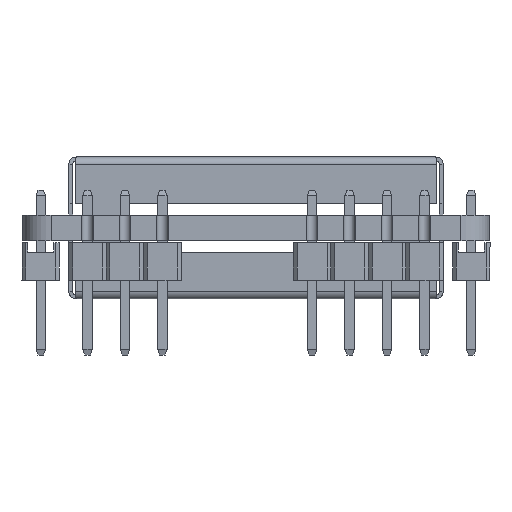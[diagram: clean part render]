
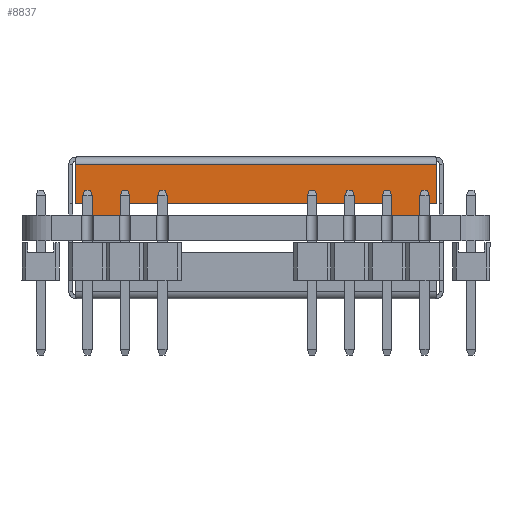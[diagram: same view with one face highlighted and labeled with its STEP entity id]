
A CAD part, front view. The second image highlights one B-rep face of the part: STEP entity #8837.
In plain terms, the highlighted planar face has unit normal (0, -1, 0).
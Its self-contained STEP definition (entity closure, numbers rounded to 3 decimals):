
#659=PLANE('',#9600);
#1036=FACE_OUTER_BOUND('',#1595,.T.);
#1595=EDGE_LOOP('',(#7308,#7309,#7310,#7311,#7312,#7313,#7314,#7315,#7316,
#7317,#7318,#7319));
#2518=LINE('',#13405,#3429);
#2521=LINE('',#13411,#3432);
#2535=LINE('',#13441,#3446);
#2538=LINE('',#13447,#3449);
#2541=LINE('',#13453,#3452);
#2552=LINE('',#13477,#3463);
#2555=LINE('',#13483,#3466);
#2560=LINE('',#13492,#3471);
#2561=LINE('',#13493,#3472);
#2562=LINE('',#13495,#3473);
#2563=LINE('',#13497,#3474);
#2564=LINE('',#13498,#3475);
#3429=VECTOR('',#11248,10.);
#3432=VECTOR('',#11253,10.);
#3446=VECTOR('',#11275,10.);
#3449=VECTOR('',#11280,10.);
#3452=VECTOR('',#11285,10.);
#3463=VECTOR('',#11302,10.);
#3466=VECTOR('',#11307,10.);
#3471=VECTOR('',#11316,10.);
#3472=VECTOR('',#11317,10.);
#3473=VECTOR('',#11318,10.);
#3474=VECTOR('',#11319,10.);
#3475=VECTOR('',#11320,10.);
#4279=VERTEX_POINT('',#13402);
#4280=VERTEX_POINT('',#13404);
#4282=VERTEX_POINT('',#13410);
#4293=VERTEX_POINT('',#13438);
#4294=VERTEX_POINT('',#13440);
#4296=VERTEX_POINT('',#13446);
#4298=VERTEX_POINT('',#13452);
#4307=VERTEX_POINT('',#13474);
#4308=VERTEX_POINT('',#13476);
#4310=VERTEX_POINT('',#13482);
#4313=VERTEX_POINT('',#13494);
#4314=VERTEX_POINT('',#13496);
#5324=EDGE_CURVE('',#4280,#4279,#2518,.T.);
#5327=EDGE_CURVE('',#4282,#4280,#2521,.T.);
#5341=EDGE_CURVE('',#4294,#4293,#2535,.T.);
#5344=EDGE_CURVE('',#4296,#4294,#2538,.T.);
#5347=EDGE_CURVE('',#4298,#4296,#2541,.T.);
#5358=EDGE_CURVE('',#4308,#4307,#2552,.T.);
#5361=EDGE_CURVE('',#4310,#4308,#2555,.T.);
#5366=EDGE_CURVE('',#4279,#4298,#2560,.F.);
#5367=EDGE_CURVE('',#4293,#4310,#2561,.F.);
#5368=EDGE_CURVE('',#4307,#4313,#2562,.T.);
#5369=EDGE_CURVE('',#4313,#4314,#2563,.T.);
#5370=EDGE_CURVE('',#4314,#4282,#2564,.T.);
#7308=ORIENTED_EDGE('',*,*,#5327,.T.);
#7309=ORIENTED_EDGE('',*,*,#5324,.T.);
#7310=ORIENTED_EDGE('',*,*,#5366,.T.);
#7311=ORIENTED_EDGE('',*,*,#5347,.T.);
#7312=ORIENTED_EDGE('',*,*,#5344,.T.);
#7313=ORIENTED_EDGE('',*,*,#5341,.T.);
#7314=ORIENTED_EDGE('',*,*,#5367,.T.);
#7315=ORIENTED_EDGE('',*,*,#5361,.T.);
#7316=ORIENTED_EDGE('',*,*,#5358,.T.);
#7317=ORIENTED_EDGE('',*,*,#5368,.T.);
#7318=ORIENTED_EDGE('',*,*,#5369,.T.);
#7319=ORIENTED_EDGE('',*,*,#5370,.T.);
#8837=ADVANCED_FACE('',(#1036),#659,.T.);
#9600=AXIS2_PLACEMENT_3D('',#13491,#11314,#11315);
#11248=DIRECTION('',(0.,0.,-1.));
#11253=DIRECTION('',(1.,0.,0.));
#11275=DIRECTION('',(0.,0.,-1.));
#11280=DIRECTION('',(1.,0.,0.));
#11285=DIRECTION('',(0.,0.,1.));
#11302=DIRECTION('',(1.,0.,0.));
#11307=DIRECTION('',(0.,0.,1.));
#11314=DIRECTION('center_axis',(0.,-1.,0.));
#11315=DIRECTION('ref_axis',(1.,0.,0.));
#11316=DIRECTION('',(-1.,0.,0.));
#11317=DIRECTION('',(-1.,0.,0.));
#11318=DIRECTION('',(0.,0.,1.));
#11319=DIRECTION('',(-1.,0.,0.));
#11320=DIRECTION('',(0.,0.,-1.));
#13402=CARTESIAN_POINT('',(-8.9,-12.5,1.));
#13404=CARTESIAN_POINT('',(-8.9,-12.5,1.6));
#13405=CARTESIAN_POINT('',(-8.9,-12.5,2.111));
#13410=CARTESIAN_POINT('',(-9.659,-12.5,1.6));
#13411=CARTESIAN_POINT('',(-4.829,-12.5,1.6));
#13438=CARTESIAN_POINT('',(7.1,-12.5,1.));
#13440=CARTESIAN_POINT('',(7.1,-12.5,1.6));
#13441=CARTESIAN_POINT('',(7.1,-12.5,2.111));
#13446=CARTESIAN_POINT('',(-7.1,-12.5,1.6));
#13447=CARTESIAN_POINT('',(-3.55,-12.5,1.6));
#13452=CARTESIAN_POINT('',(-7.1,-12.5,1.));
#13453=CARTESIAN_POINT('',(-7.1,-12.5,1.861));
#13474=CARTESIAN_POINT('',(9.659,-12.5,1.6));
#13476=CARTESIAN_POINT('',(8.9,-12.5,1.6));
#13477=CARTESIAN_POINT('',(4.45,-12.5,1.6));
#13482=CARTESIAN_POINT('',(8.9,-12.5,1.));
#13483=CARTESIAN_POINT('',(8.9,-12.5,1.861));
#13491=CARTESIAN_POINT('Origin',(0.,-12.5,2.622));
#13492=CARTESIAN_POINT('',(-4.829,-12.5,1.));
#13493=CARTESIAN_POINT('',(-4.829,-12.5,1.));
#13494=CARTESIAN_POINT('',(9.659,-12.5,3.7));
#13495=CARTESIAN_POINT('',(9.659,-12.5,3.7));
#13496=CARTESIAN_POINT('',(-9.659,-12.5,3.7));
#13497=CARTESIAN_POINT('',(0.,-12.5,3.7));
#13498=CARTESIAN_POINT('',(-9.659,-12.5,3.7));
